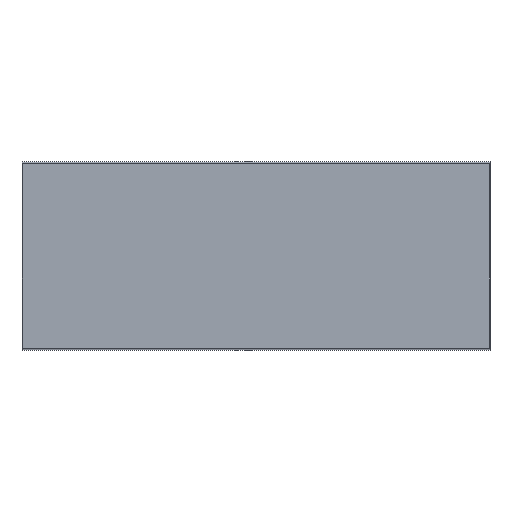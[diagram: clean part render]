
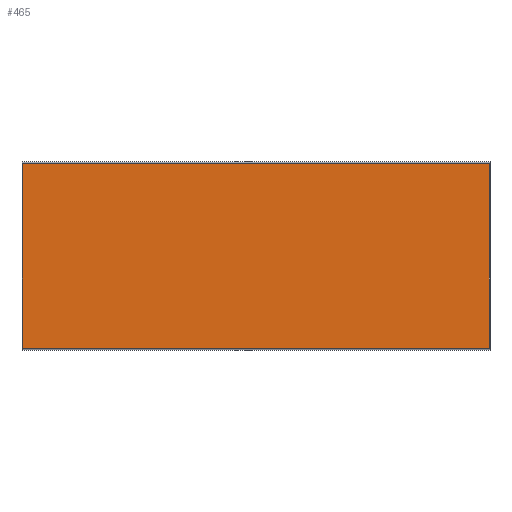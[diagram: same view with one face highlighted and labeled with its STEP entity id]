
A CAD part, top view. The second image highlights one B-rep face of the part: STEP entity #465.
In plain terms, the highlighted planar face has unit normal (0, 0, 1).
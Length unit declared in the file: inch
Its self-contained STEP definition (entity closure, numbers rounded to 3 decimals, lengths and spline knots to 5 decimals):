
#27=FACE_OUTER_BOUND('',#53,.T.);
#53=EDGE_LOOP('',(#359,#360,#361,#362));
#96=LINE('',#700,#160);
#99=LINE('',#705,#163);
#102=LINE('',#711,#166);
#106=LINE('',#717,#170);
#160=VECTOR('',#566,0.3937);
#163=VECTOR('',#571,0.3937);
#166=VECTOR('',#576,0.3937);
#170=VECTOR('',#582,0.3937);
#218=VERTEX_POINT('',#698);
#219=VERTEX_POINT('',#699);
#220=VERTEX_POINT('',#704);
#222=VERTEX_POINT('',#710);
#264=EDGE_CURVE('',#218,#219,#96,.T.);
#267=EDGE_CURVE('',#219,#220,#99,.T.);
#270=EDGE_CURVE('',#220,#222,#102,.T.);
#274=EDGE_CURVE('',#222,#218,#106,.T.);
#359=ORIENTED_EDGE('',*,*,#264,.F.);
#360=ORIENTED_EDGE('',*,*,#274,.F.);
#361=ORIENTED_EDGE('',*,*,#270,.F.);
#362=ORIENTED_EDGE('',*,*,#267,.F.);
#439=PLANE('',#505);
#465=ADVANCED_FACE('',(#27),#439,.T.);
#505=AXIS2_PLACEMENT_3D('',#722,#587,#588);
#566=DIRECTION('',(0.,-1.,0.));
#571=DIRECTION('',(-1.,0.,0.));
#576=DIRECTION('',(0.,1.,0.));
#582=DIRECTION('',(1.,0.,0.));
#587=DIRECTION('center_axis',(0.,0.,1.));
#588=DIRECTION('ref_axis',(1.,0.,0.));
#698=CARTESIAN_POINT('',(20.4375,8.0625,0.75));
#699=CARTESIAN_POINT('',(20.4375,-8.0625,0.75));
#700=CARTESIAN_POINT('',(20.4375,-4.1375,0.75));
#704=CARTESIAN_POINT('',(-20.4375,-8.0625,0.75));
#705=CARTESIAN_POINT('',(10.25,-8.0625,0.75));
#710=CARTESIAN_POINT('',(-20.4375,8.0625,0.75));
#711=CARTESIAN_POINT('',(-20.4375,4.1375,0.75));
#717=CARTESIAN_POINT('',(10.25,8.0625,0.75));
#722=CARTESIAN_POINT('Origin',(0.,0.,0.75));
